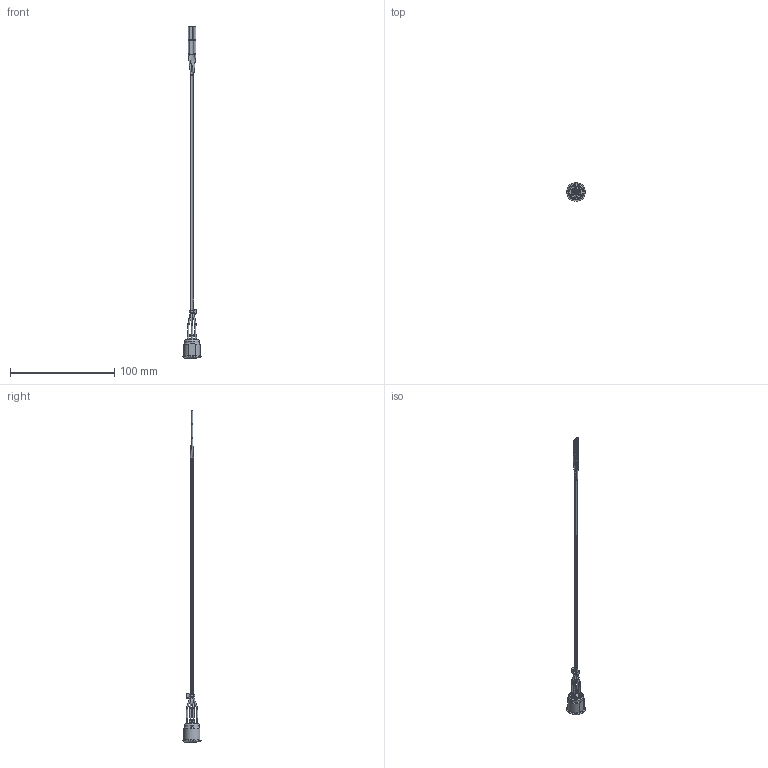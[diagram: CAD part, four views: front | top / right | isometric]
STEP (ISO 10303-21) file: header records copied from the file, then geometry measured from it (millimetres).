
FILE_DESCRIPTION(/* description */ (''),/* implementation_level */ '2;1');
FILE_NAME(/* name */ 'PV6FW40xx-3R1-M15.stp',/* time_stamp */ '2025-05-28T16:20:43-05:00',/* author */ ('mroman'),/* organization */ (''),/* preprocessor_version */ 'ST-DEVELOPER v18.1',/* originating_system */ 'Autodesk Inventor 2022',/* authorisation */ '');
FILE_SCHEMA (('AUTOMOTIVE_DESIGN { 1 0 10303 214 3 1 1 }'));
Length unit declared in the file: centimetre
Products named in the file (1): PV6FW40xx-3R1-M15
Bounding box: 18 x 18 x 318 mm (x, y, z)
Volume: 4590.7 mm3; surface area: 9167.8 mm2
Topology: 3 solids, 22 shells, 515 faces, 1276 edges, 835 vertices
Faces by surface type: plane 281, cylinder 131, bspline 50, torus 35, cone 10, sphere 8
Full cylindrical faces by diameter (mm): 0.61 x6, 1.18 x1, 1.19 x1, 1.194 x22, 1.217 x1, 1.394 x6, 9.2 x1, 11.9 x1, 12 x1, 14.3 x1, 14.6 x1, 18 x1
Entity records: 16916 total; most frequent: CARTESIAN_POINT 4609, ORIENTED_EDGE 2560, DIRECTION 2489, EDGE_CURVE 1280, AXIS2_PLACEMENT_3D 894, VERTEX_POINT 835, LINE 701, VECTOR 701
